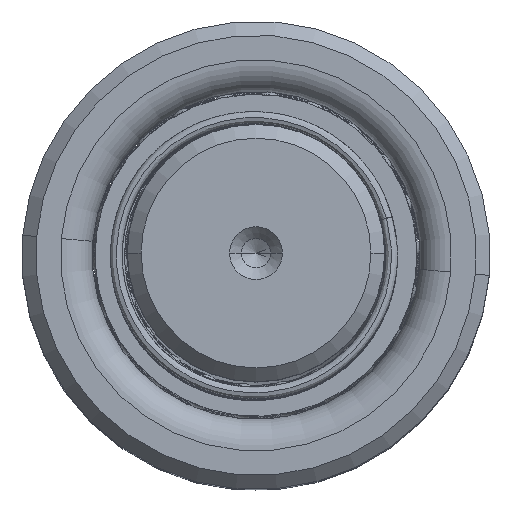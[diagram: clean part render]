
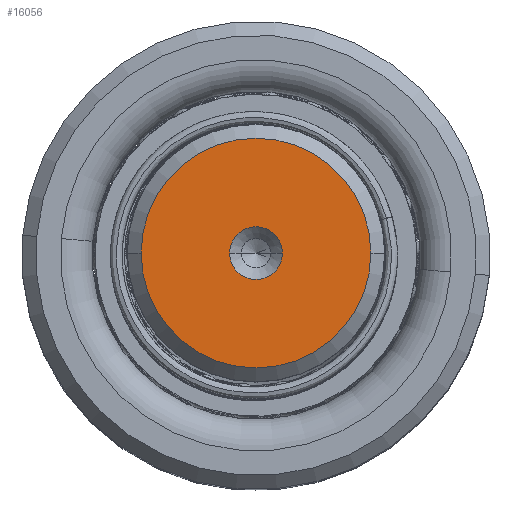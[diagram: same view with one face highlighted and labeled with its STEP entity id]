
A CAD part, top view. The second image highlights one B-rep face of the part: STEP entity #16056.
In plain terms, the highlighted planar face has unit normal (0, 0, 1).
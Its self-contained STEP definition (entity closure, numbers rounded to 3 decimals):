
#2852 = DIRECTION ( 'NONE',  ( 1., 0., 0. ) ) ;
#3037 = CARTESIAN_POINT ( 'NONE',  ( 0., 0., 170. ) ) ;
#3986 = DIRECTION ( 'NONE',  ( 0., 0., 1. ) ) ;
#5729 = FACE_OUTER_BOUND ( 'NONE', #26240, .T. ) ;
#7806 = DIRECTION ( 'NONE',  ( 0., 0., 1. ) ) ;
#8803 = CARTESIAN_POINT ( 'NONE',  ( 0., 0., 170. ) ) ;
#9737 = EDGE_CURVE ( 'NONE', #51509, #31629, #32490, .T. ) ;
#9895 = ORIENTED_EDGE ( 'NONE', *, *, #9737, .F. ) ;
#11173 = DIRECTION ( 'NONE',  ( 0., 0., 1. ) ) ;
#12799 = CIRCLE ( 'NONE', #52663, 2.25 ) ;
#13370 = AXIS2_PLACEMENT_3D ( 'NONE', #8803, #3986, #45133 ) ;
#13957 = VERTEX_POINT ( 'NONE', #32508 ) ;
#14165 = EDGE_CURVE ( 'NONE', #51386, #13957, #25192, .T. ) ;
#16056 = ADVANCED_FACE ( 'NONE', ( #42361, #5729 ), #47376, .T. ) ;
#17603 = ORIENTED_EDGE ( 'NONE', *, *, #14165, .T. ) ;
#19878 = CARTESIAN_POINT ( 'NONE',  ( 0., 0., 170. ) ) ;
#21381 = AXIS2_PLACEMENT_3D ( 'NONE', #58550, #7806, #25889 ) ;
#22576 = ORIENTED_EDGE ( 'NONE', *, *, #55728, .T. ) ;
#23683 = DIRECTION ( 'NONE',  ( 0., 0., 1. ) ) ;
#25192 = CIRCLE ( 'NONE', #13370, 9.809 ) ;
#25196 = CARTESIAN_POINT ( 'NONE',  ( 2.25, 0., 170. ) ) ;
#25328 = DIRECTION ( 'NONE',  ( 0., 0., 1. ) ) ;
#25889 = DIRECTION ( 'NONE',  ( 1., 0., 0. ) ) ;
#26153 = AXIS2_PLACEMENT_3D ( 'NONE', #19878, #23683, #51185 ) ;
#26240 = EDGE_LOOP ( 'NONE', ( #22576, #17603 ) ) ;
#29094 = AXIS2_PLACEMENT_3D ( 'NONE', #3037, #25328, #2852 ) ;
#31629 = VERTEX_POINT ( 'NONE', #53784 ) ;
#32490 = CIRCLE ( 'NONE', #29094, 2.25 ) ;
#32508 = CARTESIAN_POINT ( 'NONE',  ( -9.809, 0., 170. ) ) ;
#34713 = ORIENTED_EDGE ( 'NONE', *, *, #36826, .F. ) ;
#36826 = EDGE_CURVE ( 'NONE', #31629, #51509, #12799, .T. ) ;
#38258 = CARTESIAN_POINT ( 'NONE',  ( 0., 0., 170. ) ) ;
#38873 = DIRECTION ( 'NONE',  ( 1., 0., 0. ) ) ;
#42361 = FACE_BOUND ( 'NONE', #58419, .T. ) ;
#45133 = DIRECTION ( 'NONE',  ( 1., 0., 0. ) ) ;
#47376 = PLANE ( 'NONE',  #26153 ) ;
#49387 = CIRCLE ( 'NONE', #21381, 9.809 ) ;
#51185 = DIRECTION ( 'NONE',  ( 1., 0., 0. ) ) ;
#51386 = VERTEX_POINT ( 'NONE', #53622 ) ;
#51509 = VERTEX_POINT ( 'NONE', #25196 ) ;
#52663 = AXIS2_PLACEMENT_3D ( 'NONE', #38258, #11173, #38873 ) ;
#53622 = CARTESIAN_POINT ( 'NONE',  ( 9.809, 0., 170. ) ) ;
#53784 = CARTESIAN_POINT ( 'NONE',  ( -2.25, 0., 170. ) ) ;
#55728 = EDGE_CURVE ( 'NONE', #13957, #51386, #49387, .T. ) ;
#58419 = EDGE_LOOP ( 'NONE', ( #9895, #34713 ) ) ;
#58550 = CARTESIAN_POINT ( 'NONE',  ( 0., 0., 170. ) ) ;
